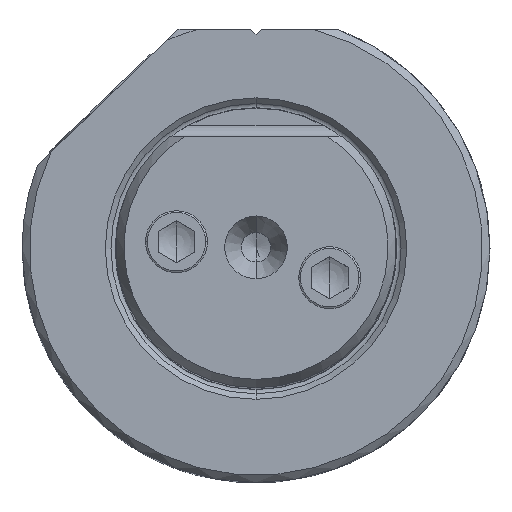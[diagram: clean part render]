
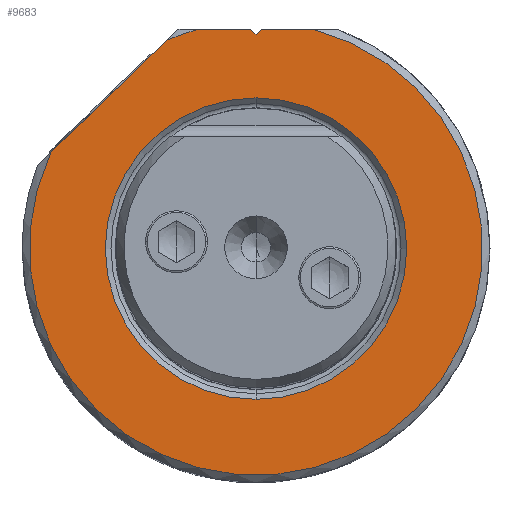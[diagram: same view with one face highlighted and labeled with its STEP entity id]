
A CAD part, top view. The second image highlights one B-rep face of the part: STEP entity #9683.
In plain terms, the highlighted planar face has unit normal (0, 0, 1).
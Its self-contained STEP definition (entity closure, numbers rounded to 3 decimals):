
#2871=DIRECTION('',(0.707,-0.707,0.));
#2872=VECTOR('',#2871,0.5);
#2873=CARTESIAN_POINT('',(-0.354,14.875,0.));
#2874=LINE('',#2873,#2872);
#2878=DIRECTION('',(0.707,0.707,0.));
#2879=VECTOR('',#2878,0.5);
#2880=CARTESIAN_POINT('',(0.,14.521,0.));
#2881=LINE('',#2880,#2879);
#2885=DIRECTION('',(1.,0.,0.));
#2886=VECTOR('',#2885,3.536);
#2887=CARTESIAN_POINT('',(0.354,14.875,0.));
#2888=LINE('',#2887,#2886);
#2892=CARTESIAN_POINT('',(0.,0.,0.));
#2893=DIRECTION('',(0.,0.,-1.));
#2894=DIRECTION('',(0.253,0.967,0.));
#2895=AXIS2_PLACEMENT_3D('',#2892,#2893,#2894);
#2900=DIRECTION('',(0.719,0.695,0.));
#2901=VECTOR('',#2900,10.909);
#2902=CARTESIAN_POINT('',(-13.912,6.545,
0.));
#2903=LINE('',#2902,#2901);
#2907=CARTESIAN_POINT('',(0.,0.,0.));
#2908=DIRECTION('',(0.,0.,-1.));
#2909=DIRECTION('',(-0.395,0.919,0.));
#2910=AXIS2_PLACEMENT_3D('',#2907,#2908,#2909);
#2915=DIRECTION('',(1.,0.,0.));
#2916=VECTOR('',#2915,3.536);
#2917=CARTESIAN_POINT('',(-3.889,14.875,
0.));
#2918=LINE('',#2917,#2916);
#2922=CARTESIAN_POINT('',(0.,0.,0.));
#2923=DIRECTION('',(0.,0.,1.));
#2924=DIRECTION('',(0.,1.,0.));
#2925=AXIS2_PLACEMENT_3D('',#2922,#2923,#2924);
#2930=CARTESIAN_POINT('',(0.,0.,0.));
#2931=DIRECTION('',(0.,0.,1.));
#2932=DIRECTION('',(0.,-1.,0.));
#2933=AXIS2_PLACEMENT_3D('',#2930,#2931,#2932);
#5581=CARTESIAN_POINT('',(-0.354,14.875,0.));
#5582=VERTEX_POINT('',#5581);
#5585=CARTESIAN_POINT('',(0.354,14.875,0.));
#5586=VERTEX_POINT('',#5585);
#5587=CARTESIAN_POINT('',(0.,14.521,0.));
#5588=VERTEX_POINT('',#5587);
#5589=CARTESIAN_POINT('',(3.889,14.875,0.));
#5590=VERTEX_POINT('',#5589);
#5591=CARTESIAN_POINT('',(-13.912,6.545,
0.));
#5592=CARTESIAN_POINT('',(-6.068,14.127,
0.));
#5593=VERTEX_POINT('',#5591);
#5594=VERTEX_POINT('',#5592);
#5595=CARTESIAN_POINT('',(-3.889,14.875,
0.));
#5596=VERTEX_POINT('',#5595);
#5597=CARTESIAN_POINT('',(0.,10.225,0.));
#5598=CARTESIAN_POINT('',(0.,-10.225,0.));
#5599=VERTEX_POINT('',#5597);
#5600=VERTEX_POINT('',#5598);
#9659=CARTESIAN_POINT('',(-0.004,-0.25,
0.));
#9660=DIRECTION('',(0.,0.,1.));
#9661=DIRECTION('',(0.,-1.,0.));
#9662=AXIS2_PLACEMENT_3D('',#9659,#9660,#9661);
#9663=PLANE('',#9662);
#9665=ORIENTED_EDGE('',*,*,#9664,.T.);
#9667=ORIENTED_EDGE('',*,*,#9666,.T.);
#9668=ORIENTED_EDGE('',*,*,#9622,.T.);
#9669=ORIENTED_EDGE('',*,*,#9644,.T.);
#9670=ORIENTED_EDGE('',*,*,#8052,.T.);
#9672=ORIENTED_EDGE('',*,*,#9671,.T.);
#9674=ORIENTED_EDGE('',*,*,#9673,.T.);
#9675=EDGE_LOOP('',(#9665,#9667,#9668,#9669,#9670,#9672,#9674));
#9676=FACE_OUTER_BOUND('',#9675,.F.);
#9678=ORIENTED_EDGE('',*,*,#9677,.T.);
#9680=ORIENTED_EDGE('',*,*,#9679,.T.);
#9681=EDGE_LOOP('',(#9678,#9680));
#9682=FACE_BOUND('',#9681,.F.);
#2896=CIRCLE('',#2895,15.375);
#2911=CIRCLE('',#2910,15.375);
#2926=CIRCLE('',#2925,10.225);
#2934=CIRCLE('',#2933,10.225);
#8052=EDGE_CURVE('',#5593,#5594,#2903,.T.);
#9622=EDGE_CURVE('',#5586,#5590,#2888,.T.);
#9644=EDGE_CURVE('',#5590,#5593,#2896,.T.);
#9664=EDGE_CURVE('',#5582,#5588,#2874,.T.);
#9666=EDGE_CURVE('',#5588,#5586,#2881,.T.);
#9671=EDGE_CURVE('',#5594,#5596,#2911,.T.);
#9673=EDGE_CURVE('',#5596,#5582,#2918,.T.);
#9677=EDGE_CURVE('',#5599,#5600,#2926,.T.);
#9679=EDGE_CURVE('',#5600,#5599,#2934,.T.);
#9683=ADVANCED_FACE('',(#9676,#9682),#9663,.T.);
